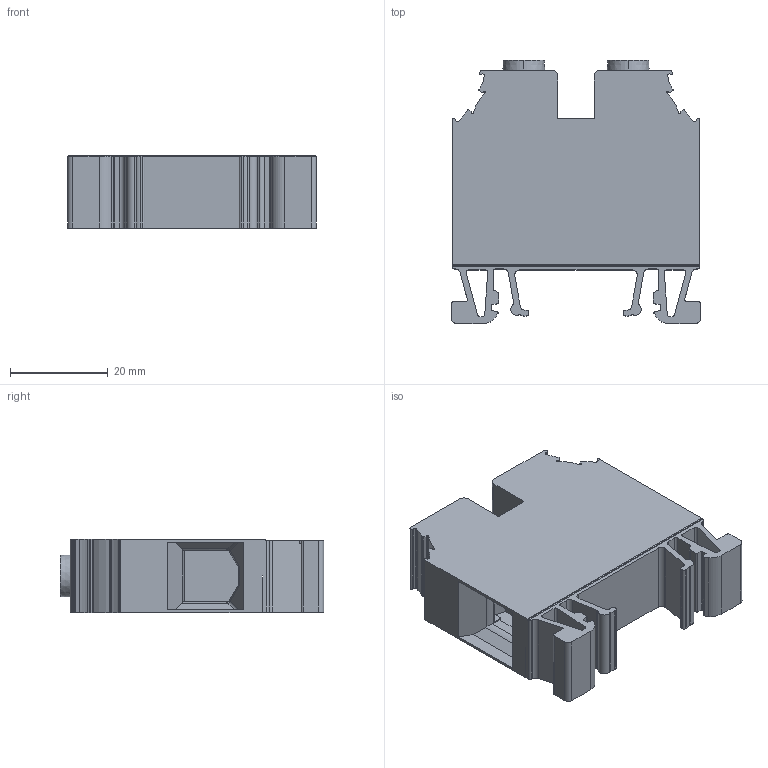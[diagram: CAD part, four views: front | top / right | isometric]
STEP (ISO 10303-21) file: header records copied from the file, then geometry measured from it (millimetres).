
FILE_DESCRIPTION (( 'STEP AP203' ), '1' );
FILE_NAME ('MRK 35 - SLIM SERI.STEP', '2018-11-02T09:08:01', ( '' ), ( '' ), 'SwSTEP 2.0', 'SolidWorks 2011', '' );
FILE_SCHEMA (( 'CONFIG_CONTROL_DESIGN' ));
Length unit declared in the file: millimetre
Products named in the file (1): MRK 35 - SLIM SERI
Bounding box: 51 x 54 x 15 mm (x, y, z)
Volume: 25032.3 mm3; surface area: 14214.4 mm2
Topology: 1 solids, 28 shells, 671 faces, 1717 edges, 1099 vertices
Faces by surface type: plane 278, cylinder 274, torus 79, bspline 32, cone 4, sphere 4
Entity records: 21412 total; most frequent: CARTESIAN_POINT 5049, DIRECTION 3471, ORIENTED_EDGE 3414, EDGE_CURVE 1707, AXIS2_PLACEMENT_3D 1280, VERTEX_POINT 1099, LINE 911, VECTOR 911
